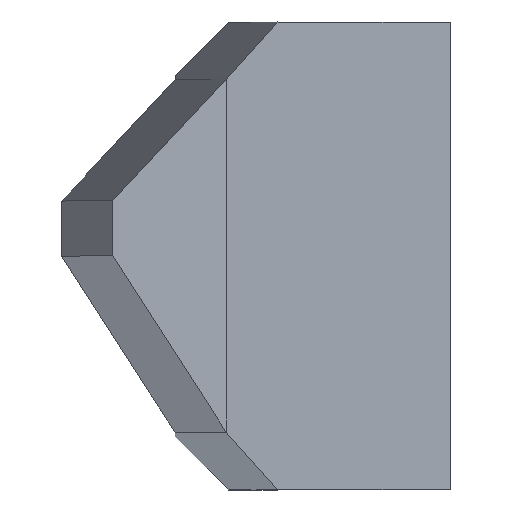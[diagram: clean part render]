
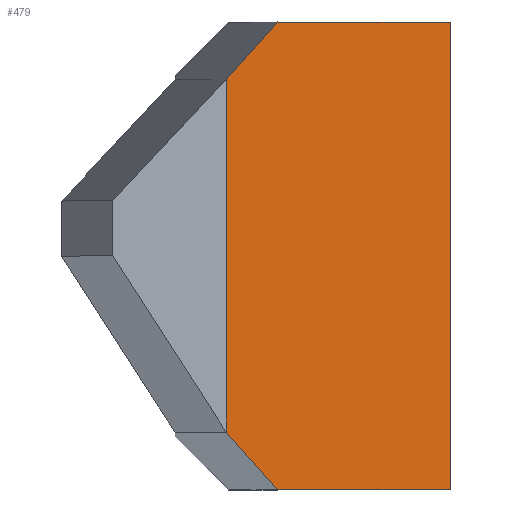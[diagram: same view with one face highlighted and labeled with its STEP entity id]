
A CAD part, top view. The second image highlights one B-rep face of the part: STEP entity #479.
In plain terms, the highlighted free-form (B-spline) face has degree [1, 1] with [2, 2] control points.
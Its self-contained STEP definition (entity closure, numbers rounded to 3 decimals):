
#243 = EDGE_CURVE('',#244,#246,#248,.T.);
#244 = VERTEX_POINT('',#245);
#245 = CARTESIAN_POINT('',(497.249,-197.232,
    333.376));
#246 = VERTEX_POINT('',#247);
#247 = CARTESIAN_POINT('',(432.219,-197.232,
    399.817));
#248 = B_SPLINE_CURVE_WITH_KNOTS('',1,(#249,#250),.UNSPECIFIED.,.F.,.F.,
  (2,2),(-101.931,-15.441),.PIECEWISE_BEZIER_KNOTS.);
#249 = CARTESIAN_POINT('',(497.249,-197.232,
    333.376));
#250 = CARTESIAN_POINT('',(432.219,-197.232,
    399.817));
#322 = VERTEX_POINT('',#323);
#323 = CARTESIAN_POINT('',(432.219,-21.499,
    399.817));
#328 = EDGE_CURVE('',#322,#329,#331,.T.);
#329 = VERTEX_POINT('',#330);
#330 = CARTESIAN_POINT('',(497.249,-21.499,
    333.376));
#331 = B_SPLINE_CURVE_WITH_KNOTS('',1,(#332,#333),.UNSPECIFIED.,.F.,.F.,
  (2,2),(15.441,101.931),.PIECEWISE_BEZIER_KNOTS.);
#332 = CARTESIAN_POINT('',(432.219,-21.499,
    399.817));
#333 = CARTESIAN_POINT('',(497.249,-21.499,
    333.376));
#467 = EDGE_CURVE('',#244,#329,#468,.T.);
#468 = B_SPLINE_CURVE_WITH_KNOTS('',1,(#469,#470),.UNSPECIFIED.,.F.,.F.,
  (2,2),(176.793,340.276),.PIECEWISE_BEZIER_KNOTS.);
#469 = CARTESIAN_POINT('',(497.249,-197.232,
    333.376));
#470 = CARTESIAN_POINT('',(497.249,-21.499,
    333.376));
#479 = ADVANCED_FACE('',(#480),#504,.T.);
#480 = FACE_BOUND('',#481,.T.);
#481 = EDGE_LOOP('',(#482,#491,#496,#497,#498,#499));
#482 = ORIENTED_EDGE('',*,*,#483,.F.);
#483 = EDGE_CURVE('',#484,#486,#488,.T.);
#484 = VERTEX_POINT('',#485);
#485 = CARTESIAN_POINT('',(412.936,-175.733,
    419.518));
#486 = VERTEX_POINT('',#487);
#487 = CARTESIAN_POINT('',(412.936,-42.997,
    419.518));
#488 = B_SPLINE_CURVE_WITH_KNOTS('',1,(#489,#490),.UNSPECIFIED.,.F.,.F.,
  (2,2),(-163.483,-40.),.PIECEWISE_BEZIER_KNOTS.);
#489 = CARTESIAN_POINT('',(412.936,-175.733,
    419.518));
#490 = CARTESIAN_POINT('',(412.936,-42.997,
    419.518));
#491 = ORIENTED_EDGE('',*,*,#492,.T.);
#492 = EDGE_CURVE('',#484,#246,#493,.T.);
#493 = B_SPLINE_CURVE_WITH_KNOTS('',1,(#494,#495),.UNSPECIFIED.,.F.,.F.,
  (2,2),(-129.068,-96.545),.PIECEWISE_BEZIER_KNOTS.);
#494 = CARTESIAN_POINT('',(412.936,-175.733,
    419.518));
#495 = CARTESIAN_POINT('',(432.219,-197.232,
    399.817));
#496 = ORIENTED_EDGE('',*,*,#243,.F.);
#497 = ORIENTED_EDGE('',*,*,#467,.T.);
#498 = ORIENTED_EDGE('',*,*,#328,.F.);
#499 = ORIENTED_EDGE('',*,*,#500,.T.);
#500 = EDGE_CURVE('',#322,#486,#501,.T.);
#501 = B_SPLINE_CURVE_WITH_KNOTS('',1,(#502,#503),.UNSPECIFIED.,.F.,.F.,
  (2,2),(-221.434,-188.912),.PIECEWISE_BEZIER_KNOTS.);
#502 = CARTESIAN_POINT('',(432.219,-21.499,
    399.817));
#503 = CARTESIAN_POINT('',(412.936,-42.997,
    419.518));
#504 = B_SPLINE_SURFACE_WITH_KNOTS('',1,1,(
    (#505,#506)
    ,(#507,#508
    )),.UNSPECIFIED.,.F.,.F.,.F.,(2,2),(2,2),(-10.205,
    101.931),(176.793,340.276),
  .PIECEWISE_BEZIER_KNOTS.);
#505 = CARTESIAN_POINT('',(412.936,-197.232,
    419.518));
#506 = CARTESIAN_POINT('',(412.936,-21.499,
    419.518));
#507 = CARTESIAN_POINT('',(497.249,-197.232,
    333.376));
#508 = CARTESIAN_POINT('',(497.249,-21.499,
    333.376));
